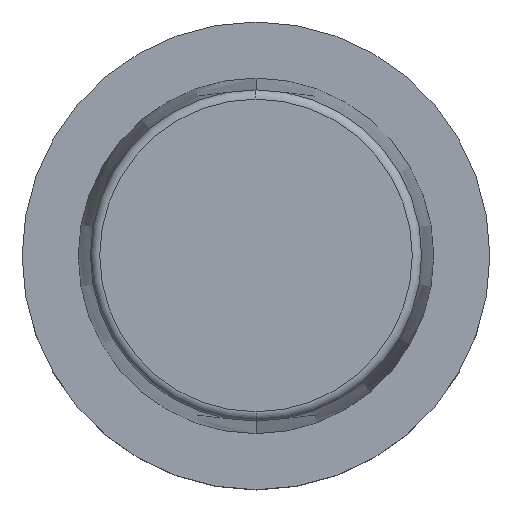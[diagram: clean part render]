
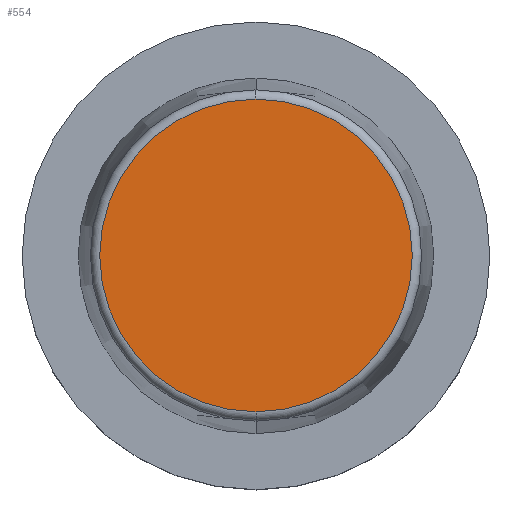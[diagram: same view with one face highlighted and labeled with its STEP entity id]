
A CAD part, top view. The second image highlights one B-rep face of the part: STEP entity #554.
In plain terms, the highlighted planar face has unit normal (0, 0, 1).
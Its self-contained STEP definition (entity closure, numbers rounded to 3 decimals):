
#232=EDGE_CURVE('',#320,#482,#628,.T.);
#320=VERTEX_POINT('',#726);
#482=VERTEX_POINT('',#908);
#554=ADVANCED_FACE('',(#990),#991,.T.);
#560=EDGE_CURVE('',#482,#320,#997,.T.);
#628=CIRCLE('',#1068,33.41);
#726=CARTESIAN_POINT('',(0.0,33.41,50.0));
#908=CARTESIAN_POINT('',(0.,-33.41,50.0));
#990=FACE_OUTER_BOUND('',#1533,.T.);
#991=PLANE('',#1534);
#997=CIRCLE('',#1542,33.41);
#1068=AXIS2_PLACEMENT_3D('',#1630,#1631,#1632);
#1533=EDGE_LOOP('',(#2094,#2095));
#1534=AXIS2_PLACEMENT_3D('',#2096,#2097,#2098);
#1542=AXIS2_PLACEMENT_3D('',#2102,#2103,#2104);
#1630=CARTESIAN_POINT('',(0.0,0.0,50.0));
#1631=DIRECTION('',(0.0,0.0,-1.0));
#1632=DIRECTION('',(0.0,1.0,0.0));
#2094=ORIENTED_EDGE('',*,*,#232,.F.);
#2095=ORIENTED_EDGE('',*,*,#560,.F.);
#2096=CARTESIAN_POINT('',(0.0,16.705,50.0));
#2097=DIRECTION('',(-0.0,0.0,1.0));
#2098=DIRECTION('',(0.0,-1.0,0.0));
#2102=CARTESIAN_POINT('',(0.0,0.0,50.0));
#2103=DIRECTION('',(0.0,0.0,-1.0));
#2104=DIRECTION('',(0.0,1.0,0.0));
